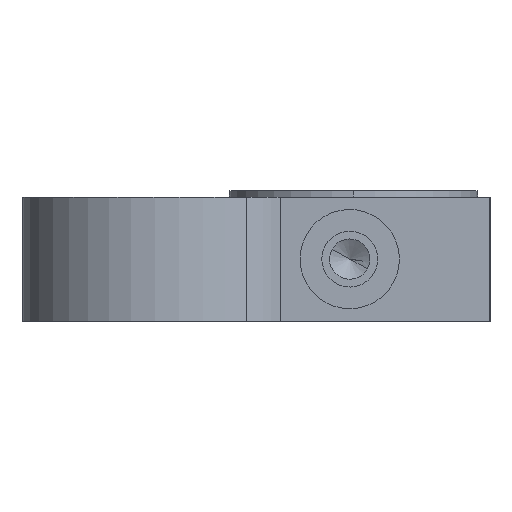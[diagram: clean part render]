
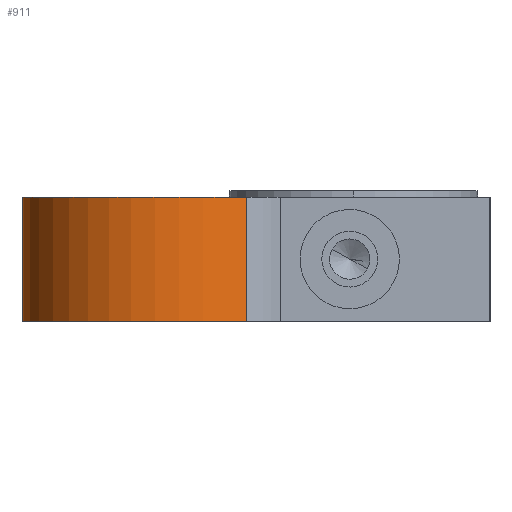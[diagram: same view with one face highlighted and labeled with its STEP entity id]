
A CAD part, left-side view. The second image highlights one B-rep face of the part: STEP entity #911.
In plain terms, the highlighted cylindrical face has radius 11.7 mm (diameter 23.4 mm), a partial arc.
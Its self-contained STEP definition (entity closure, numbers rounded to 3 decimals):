
#101=CARTESIAN_POINT('Vertex',(-84.308,-6.379,10.)) ;
#271=CARTESIAN_POINT('Vertex',(-74.5,11.7,10.)) ;
#274=CARTESIAN_POINT('Axis2P3D Location',(-74.5,0.,10.)) ;
#431=CARTESIAN_POINT('Line Origine',(-84.308,-6.379,5.)) ;
#435=CARTESIAN_POINT('Vertex',(-84.308,-6.379,0.)) ;
#876=CARTESIAN_POINT('Axis2P3D Location',(-74.5,0.,5.)) ;
#885=CARTESIAN_POINT('Vertex',(-74.5,11.7,0.)) ;
#888=CARTESIAN_POINT('Line Origine',(-74.5,11.7,5.)) ;
#900=CARTESIAN_POINT('Axis2P3D Location',(-74.5,0.,0.)) ;
#275=DIRECTION('Axis2P3D Direction',(0.,0.,1.)) ;
#432=DIRECTION('Vector Direction',(0.,0.,1.)) ;
#877=DIRECTION('Axis2P3D Direction',(0.,0.,1.)) ;
#878=DIRECTION('Axis2P3D XDirection',(0.669,0.744,0.)) ;
#889=DIRECTION('Vector Direction',(0.,0.,1.)) ;
#901=DIRECTION('Axis2P3D Direction',(0.,0.,1.)) ;
#276=AXIS2_PLACEMENT_3D('Circle Axis2P3D',#274,#275,$) ;
#879=AXIS2_PLACEMENT_3D('Cylinder Axis2P3D',#876,#877,#878) ;
#902=AXIS2_PLACEMENT_3D('Circle Axis2P3D',#900,#901,$) ;
#906=ORIENTED_EDGE('',*,*,#278,.F.) ;
#907=ORIENTED_EDGE('',*,*,#892,.F.) ;
#908=ORIENTED_EDGE('',*,*,#904,.T.) ;
#909=ORIENTED_EDGE('',*,*,#437,.F.) ;
#433=VECTOR('Line Direction',#432,1.) ;
#890=VECTOR('Line Direction',#889,1.) ;
#911=ADVANCED_FACE('Corps principal',(#910),#880,.T.) ;
#277=CIRCLE('generated circle',#276,11.7) ;
#903=CIRCLE('generated circle',#902,11.7) ;
#880=CYLINDRICAL_SURFACE('generated cylinder',#879,11.7) ;
#278=EDGE_CURVE('',#272,#102,#277,.T.) ;
#437=EDGE_CURVE('',#102,#436,#434,.F.) ;
#892=EDGE_CURVE('',#886,#272,#891,.T.) ;
#904=EDGE_CURVE('',#886,#436,#903,.T.) ;
#905=EDGE_LOOP('',(#906,#907,#908,#909)) ;
#910=FACE_OUTER_BOUND('',#905,.T.) ;
#434=LINE('Line',#431,#433) ;
#891=LINE('Line',#888,#890) ;
#102=VERTEX_POINT('',#101) ;
#272=VERTEX_POINT('',#271) ;
#436=VERTEX_POINT('',#435) ;
#886=VERTEX_POINT('',#885) ;
